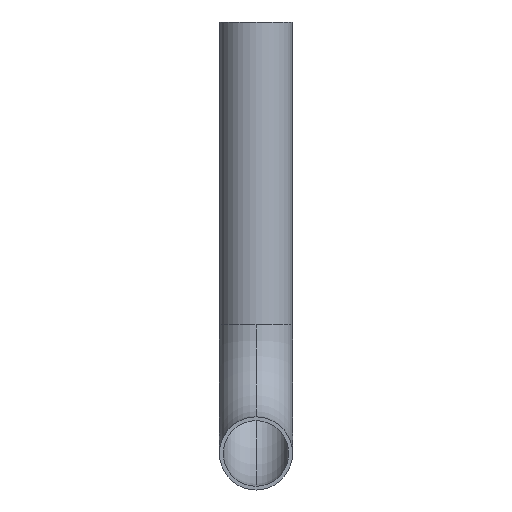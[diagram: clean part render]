
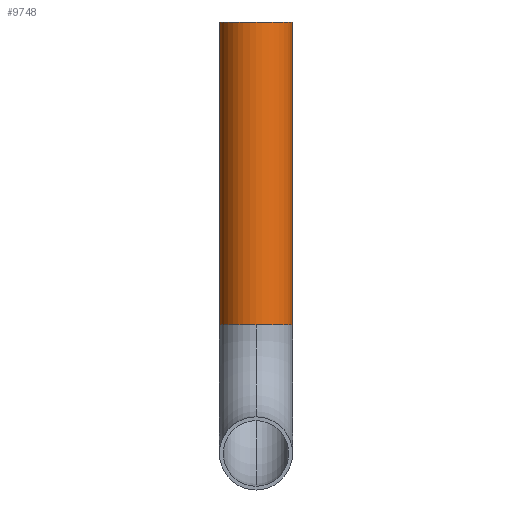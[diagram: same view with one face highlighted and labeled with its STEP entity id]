
A CAD part, front view. The second image highlights one B-rep face of the part: STEP entity #9748.
In plain terms, the highlighted cylindrical face has radius 24.15 mm (diameter 48.3 mm), a partial arc.
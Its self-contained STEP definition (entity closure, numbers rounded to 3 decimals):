
#270 = VERTEX_POINT ( 'NONE', #298 ) ;
#298 = CARTESIAN_POINT ( 'NONE',  ( 0., 260.85, 85. ) ) ;
#670 = DIRECTION ( 'NONE',  ( 0., 0., 1. ) ) ;
#1178 = CARTESIAN_POINT ( 'NONE',  ( 0., 285., 85. ) ) ;
#1891 = CARTESIAN_POINT ( 'NONE',  ( 24.15, 285., 285. ) ) ;
#1972 = EDGE_CURVE ( 'NONE', #5182, #2188, #2426, .T. ) ;
#2188 = VERTEX_POINT ( 'NONE', #1891 ) ;
#2325 = EDGE_CURVE ( 'NONE', #6107, #270, #11234, .T. ) ;
#2342 = VERTEX_POINT ( 'NONE', #10848 ) ;
#2426 = CIRCLE ( 'NONE', #7125, 24.15 ) ;
#2584 = EDGE_CURVE ( 'NONE', #6107, #5182, #8439, .T. ) ;
#3073 = EDGE_CURVE ( 'NONE', #2342, #2188, #7140, .T. ) ;
#3251 = CARTESIAN_POINT ( 'NONE',  ( 0., 285., 285. ) ) ;
#3503 = DIRECTION ( 'NONE',  ( 1., 0., 0. ) ) ;
#3610 = DIRECTION ( 'NONE',  ( 0., -1., 0. ) ) ;
#3741 = FACE_OUTER_BOUND ( 'NONE', #6566, .T. ) ;
#3916 = DIRECTION ( 'NONE',  ( 0., 0., 1. ) ) ;
#3951 = VECTOR ( 'NONE', #4341, 1000. ) ;
#4074 = AXIS2_PLACEMENT_3D ( 'NONE', #6179, #11833, #7798 ) ;
#4341 = DIRECTION ( 'NONE',  ( 0., 0., 1. ) ) ;
#4677 = VECTOR ( 'NONE', #3916, 1000. ) ;
#5182 = VERTEX_POINT ( 'NONE', #11081 ) ;
#5276 = ORIENTED_EDGE ( 'NONE', *, *, #1972, .F. ) ;
#5868 = CARTESIAN_POINT ( 'NONE',  ( -24.15, 285., 85. ) ) ;
#6107 = VERTEX_POINT ( 'NONE', #5868 ) ;
#6179 = CARTESIAN_POINT ( 'NONE',  ( 0., 285., 85. ) ) ;
#6379 = ORIENTED_EDGE ( 'NONE', *, *, #2584, .F. ) ;
#6566 = EDGE_LOOP ( 'NONE', ( #6379, #10319, #7295, #7203, #5276 ) ) ;
#7125 = AXIS2_PLACEMENT_3D ( 'NONE', #3251, #670, #3610 ) ;
#7140 = LINE ( 'NONE', #8614, #4677 ) ;
#7203 = ORIENTED_EDGE ( 'NONE', *, *, #3073, .T. ) ;
#7295 = ORIENTED_EDGE ( 'NONE', *, *, #9793, .T. ) ;
#7606 = AXIS2_PLACEMENT_3D ( 'NONE', #1178, #7769, #3503 ) ;
#7769 = DIRECTION ( 'NONE',  ( 0., 0., 1. ) ) ;
#7798 = DIRECTION ( 'NONE',  ( 0., -1., 0. ) ) ;
#8120 = DIRECTION ( 'NONE',  ( 0., -1., 0. ) ) ;
#8439 = LINE ( 'NONE', #11613, #3951 ) ;
#8614 = CARTESIAN_POINT ( 'NONE',  ( 24.15, 285., 85. ) ) ;
#9748 = ADVANCED_FACE ( 'NONE', ( #3741 ), #10302, .T. ) ;
#9793 = EDGE_CURVE ( 'NONE', #270, #2342, #11882, .T. ) ;
#9913 = CARTESIAN_POINT ( 'NONE',  ( 0., 285., 85. ) ) ;
#10302 = CYLINDRICAL_SURFACE ( 'NONE', #7606, 24.15 ) ;
#10319 = ORIENTED_EDGE ( 'NONE', *, *, #2325, .T. ) ;
#10479 = AXIS2_PLACEMENT_3D ( 'NONE', #9913, #11775, #8120 ) ;
#10848 = CARTESIAN_POINT ( 'NONE',  ( 24.15, 285., 85. ) ) ;
#11081 = CARTESIAN_POINT ( 'NONE',  ( -24.15, 285., 285. ) ) ;
#11234 = CIRCLE ( 'NONE', #10479, 24.15 ) ;
#11613 = CARTESIAN_POINT ( 'NONE',  ( -24.15, 285., 85. ) ) ;
#11775 = DIRECTION ( 'NONE',  ( 0., 0., 1. ) ) ;
#11833 = DIRECTION ( 'NONE',  ( 0., 0., 1. ) ) ;
#11882 = CIRCLE ( 'NONE', #4074, 24.15 ) ;
